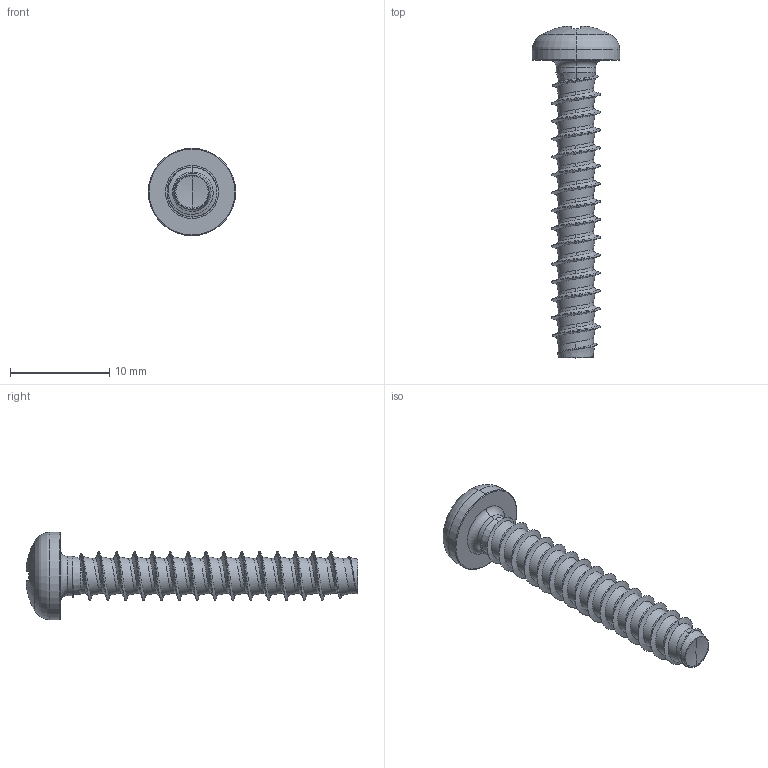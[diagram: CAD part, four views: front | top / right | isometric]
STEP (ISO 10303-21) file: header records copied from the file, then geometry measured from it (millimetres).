
FILE_DESCRIPTION (( 'STEP AP203' ), '1' );
FILE_NAME ('STP220500300.STEP', '2017-08-15T03:27:09', ( '' ), ( '' ), 'SwSTEP 2.0', 'SolidWorks 2015', '' );
FILE_SCHEMA (( 'CONFIG_CONTROL_DESIGN' ));
Length unit declared in the file: millimetre
Products named in the file (1): STP220500300
Bounding box: 8.8 x 33.44 x 8.8 mm (x, y, z)
Volume: 497.6 mm3; surface area: 745.8 mm2
Topology: 1 solids, 1 shells, 198 faces, 481 edges, 285 vertices
Faces by surface type: cylinder 57, bspline 55, plane 30, torus 28, sphere 20, cone 8
Entity records: 35891 total; most frequent: CARTESIAN_POINT 31743, ORIENTED_EDGE 958, DIRECTION 747, EDGE_CURVE 479, AXIS2_PLACEMENT_3D 323, VERTEX_POINT 285, EDGE_LOOP 200, ADVANCED_FACE 198
